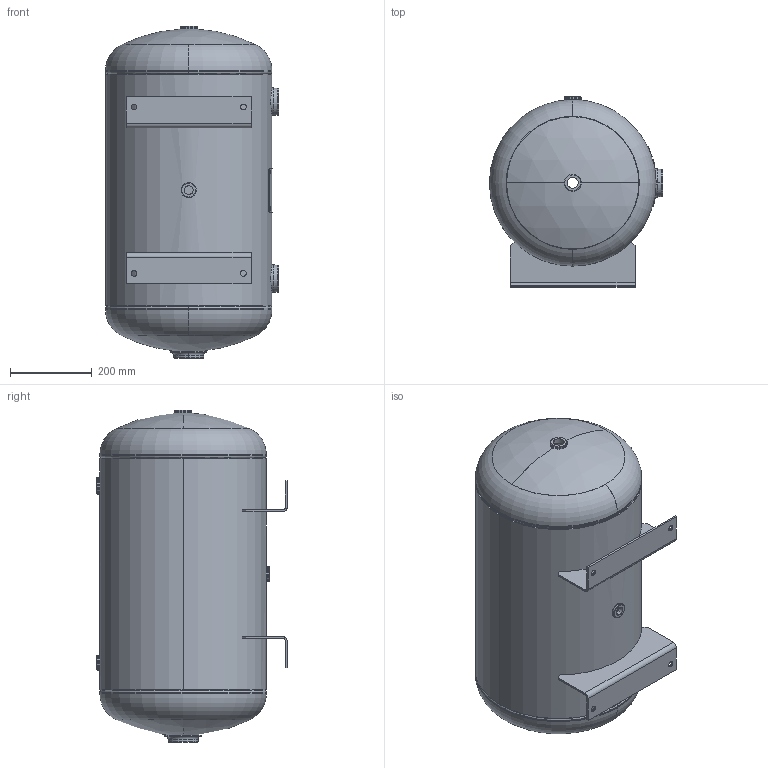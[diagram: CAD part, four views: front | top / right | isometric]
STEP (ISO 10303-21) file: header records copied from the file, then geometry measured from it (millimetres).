
FILE_DESCRIPTION (( 'STEP AP214' ), '1' );
FILE_NAME ('304944.STEP', '2024-03-20T21:35:33', ( '' ), ( '' ), 'SwSTEP 2.0', 'SolidWorks 2022', '' );
FILE_SCHEMA (( 'AUTOMOTIVE_DESIGN' ));
Length unit declared in the file: inch
Products named in the file (11): 304944; HEAD_16X099JOG; PHOENIX FLAT FLANGE_2000; NP-HOR_16; 304944-SL; PHOENIX FLAT FLANGE_0750; S36195; PHOENIX RAD FLANGE_150P957 OR; A84499; PHOENIX FLAT FLANGE_0500P393
Assembly tree (14 placements, depth 2):
  304944
    304944-SL
    HEAD_16X099JOG
    HEAD_16X099JOG
    PHOENIX FLAT FLANGE_2000
    PHOENIX RAD FLANGE_150P957 OR  x2
    PHOENIX FLAT FLANGE_0750  x2
    PHOENIX FLAT FLANGE_0500P393  x2
    A84499  x2
    S36195
    NP-HOR_16
Bounding box: 422.53 x 464.34 x 810.41 mm (x, y, z)
Volume: 3807562.6 mm3; surface area: 2542567.8 mm2
Topology: 14 solids, 14 shells, 296 faces, 638 edges, 380 vertices
Faces by surface type: torus 104, cylinder 96, plane 66, bspline 22, sphere 8
Full cylindrical faces by diameter (mm): 399.999 x1, 406.4 x1
Entity records: 12612 total; most frequent: CARTESIAN_POINT 7406, DIRECTION 1066, ORIENTED_EDGE 916, AXIS2_PLACEMENT_3D 478, EDGE_CURVE 458, CIRCLE 274, VERTEX_POINT 274, EDGE_LOOP 248
